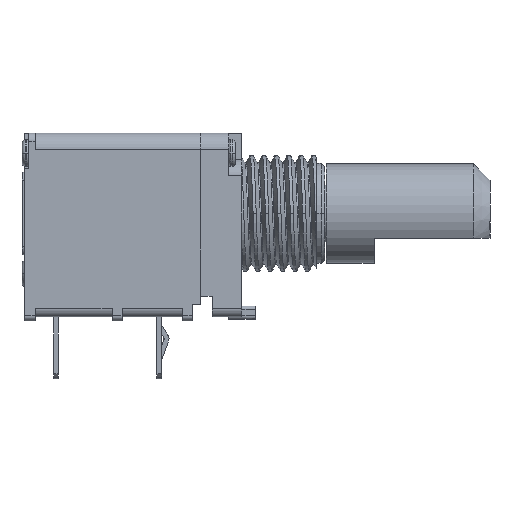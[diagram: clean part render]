
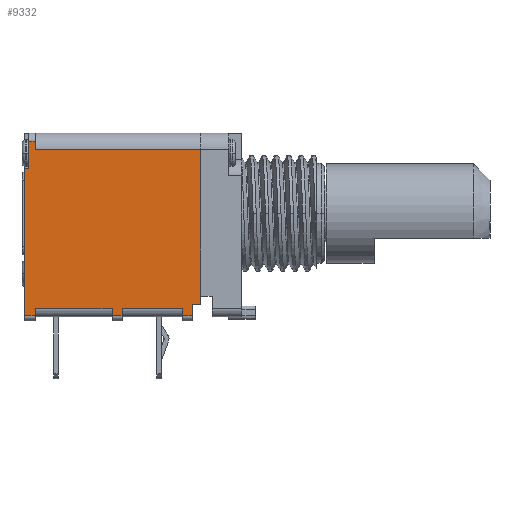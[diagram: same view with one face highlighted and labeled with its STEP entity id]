
A CAD part, left-side view. The second image highlights one B-rep face of the part: STEP entity #9332.
In plain terms, the highlighted planar face has unit normal (-1, 0, 0).
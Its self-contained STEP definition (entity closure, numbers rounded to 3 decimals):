
#606 = CARTESIAN_POINT ( 'NONE',  ( -4.75, 12.5, 10.35 ) ) ;
#607 = PLANE ( 'NONE',  #3737 ) ;
#616 = DIRECTION ( 'NONE',  ( -1., 0., 0. ) ) ;
#617 = DIRECTION ( 'NONE',  ( 0., 0., -1. ) ) ;
#817 = CARTESIAN_POINT ( 'NONE',  ( -4.75, 12.5, 10.35 ) ) ;
#823 = CARTESIAN_POINT ( 'NONE',  ( -4.75, 2.5, 10.35 ) ) ;
#830 = CARTESIAN_POINT ( 'NONE',  ( -4.75, 2.5, 1. ) ) ;
#832 = CARTESIAN_POINT ( 'NONE',  ( -4.75, 2.5, 1.5 ) ) ;
#841 = CARTESIAN_POINT ( 'NONE',  ( -4.75, 12.5, 10.85 ) ) ;
#842 = CARTESIAN_POINT ( 'NONE',  ( -4.75, 12.9, 10.85 ) ) ;
#845 = CARTESIAN_POINT ( 'NONE',  ( -4.75, 12.9, 9.2 ) ) ;
#848 = CARTESIAN_POINT ( 'NONE',  ( -4.75, 13.15, 9.2 ) ) ;
#2761 = FACE_OUTER_BOUND ( 'NONE', #8348, .T. ) ;
#3266 = EDGE_CURVE ( 'NONE', #10142, #10150, #5009, .T. ) ;
#3267 = EDGE_CURVE ( 'NONE', #3911, #3912, #4994, .T. ) ;
#3272 = EDGE_CURVE ( 'NONE', #3914, #3913, #5016, .T. ) ;
#3275 = EDGE_CURVE ( 'NONE', #10098, #10189, #5051, .T. ) ;
#3277 = EDGE_CURVE ( 'NONE', #3910, #3911, #5056, .T. ) ;
#3281 = EDGE_CURVE ( 'NONE', #3912, #3913, #5069, .T. ) ;
#3282 = EDGE_CURVE ( 'NONE', #3910, #10254, #5073, .T. ) ;
#3284 = EDGE_CURVE ( 'NONE', #10150, #10113, #5078, .T. ) ;
#3306 = EDGE_CURVE ( 'NONE', #3922, #10142, #5139, .T. ) ;
#3308 = EDGE_CURVE ( 'NONE', #3920, #3922, #5143, .T. ) ;
#3309 = EDGE_CURVE ( 'NONE', #3919, #3920, #5147, .T. ) ;
#3310 = EDGE_CURVE ( 'NONE', #3917, #3919, #5152, .T. ) ;
#3312 = EDGE_CURVE ( 'NONE', #3916, #3917, #5156, .T. ) ;
#3314 = EDGE_CURVE ( 'NONE', #3916, #3915, #5161, .T. ) ;
#3315 = EDGE_CURVE ( 'NONE', #3915, #3914, #5165, .T. ) ;
#3318 = EDGE_CURVE ( 'NONE', #10190, #10216, #5133, .T. ) ;
#3321 = EDGE_CURVE ( 'NONE', #10190, #10189, #5171, .T. ) ;
#3327 = EDGE_CURVE ( 'NONE', #10098, #10113, #5196, .T. ) ;
#3328 = EDGE_CURVE ( 'NONE', #10216, #10254, #5201, .T. ) ;
#3737 = AXIS2_PLACEMENT_3D ( 'NONE', #606, #616, #617 ) ;
#3910 = VERTEX_POINT ( 'NONE', #7243 ) ;
#3911 = VERTEX_POINT ( 'NONE', #7249 ) ;
#3912 = VERTEX_POINT ( 'NONE', #7247 ) ;
#3913 = VERTEX_POINT ( 'NONE', #7250 ) ;
#3914 = VERTEX_POINT ( 'NONE', #7234 ) ;
#3915 = VERTEX_POINT ( 'NONE', #7251 ) ;
#3916 = VERTEX_POINT ( 'NONE', #7244 ) ;
#3917 = VERTEX_POINT ( 'NONE', #7252 ) ;
#3919 = VERTEX_POINT ( 'NONE', #7253 ) ;
#3920 = VERTEX_POINT ( 'NONE', #7254 ) ;
#3922 = VERTEX_POINT ( 'NONE', #7256 ) ;
#4988 = VECTOR ( 'NONE', #6871, 1000. ) ;
#4994 = LINE ( 'NONE', #6856, #5018 ) ;
#5009 = LINE ( 'NONE', #6848, #5014 ) ;
#5014 = VECTOR ( 'NONE', #6858, 1000. ) ;
#5016 = LINE ( 'NONE', #6870, #4988 ) ;
#5018 = VECTOR ( 'NONE', #6860, 1000. ) ;
#5051 = LINE ( 'NONE', #6876, #5053 ) ;
#5053 = VECTOR ( 'NONE', #6877, 1000. ) ;
#5056 = LINE ( 'NONE', #6878, #5058 ) ;
#5058 = VECTOR ( 'NONE', #6879, 1000. ) ;
#5069 = LINE ( 'NONE', #6884, #5071 ) ;
#5071 = VECTOR ( 'NONE', #6885, 1000. ) ;
#5073 = LINE ( 'NONE', #6886, #5075 ) ;
#5075 = VECTOR ( 'NONE', #6887, 1000. ) ;
#5078 = LINE ( 'NONE', #6888, #5080 ) ;
#5080 = VECTOR ( 'NONE', #6889, 1000. ) ;
#5085 = VECTOR ( 'NONE', #6941, 1000. ) ;
#5133 = LINE ( 'NONE', #6940, #5085 ) ;
#5139 = LINE ( 'NONE', #6921, #5141 ) ;
#5141 = VECTOR ( 'NONE', #6922, 1000. ) ;
#5143 = LINE ( 'NONE', #6923, #5145 ) ;
#5145 = VECTOR ( 'NONE', #6924, 1000. ) ;
#5147 = LINE ( 'NONE', #6925, #5150 ) ;
#5150 = VECTOR ( 'NONE', #6926, 1000. ) ;
#5152 = LINE ( 'NONE', #6927, #5154 ) ;
#5154 = VECTOR ( 'NONE', #6928, 1000. ) ;
#5156 = LINE ( 'NONE', #6929, #5158 ) ;
#5158 = VECTOR ( 'NONE', #6930, 1000. ) ;
#5161 = LINE ( 'NONE', #6931, #5163 ) ;
#5163 = VECTOR ( 'NONE', #6932, 1000. ) ;
#5165 = LINE ( 'NONE', #6934, #5167 ) ;
#5167 = VECTOR ( 'NONE', #6935, 1000. ) ;
#5171 = LINE ( 'NONE', #6945, #5173 ) ;
#5173 = VECTOR ( 'NONE', #6946, 1000. ) ;
#5196 = LINE ( 'NONE', #6953, #5198 ) ;
#5198 = VECTOR ( 'NONE', #6954, 1000. ) ;
#5201 = LINE ( 'NONE', #6955, #5203 ) ;
#5203 = VECTOR ( 'NONE', #6956, 1000. ) ;
#6848 = CARTESIAN_POINT ( 'NONE',  ( -4.75, 2.5, 10.35 ) ) ;
#6856 = CARTESIAN_POINT ( 'NONE',  ( -4.75, 12.5, 10.85 ) ) ;
#6858 = DIRECTION ( 'NONE',  ( 0., 0., 1. ) ) ;
#6860 = DIRECTION ( 'NONE',  ( 0., 0., 1. ) ) ;
#6870 = CARTESIAN_POINT ( 'NONE',  ( -4.75, 7.85, 0.3 ) ) ;
#6871 = DIRECTION ( 'NONE',  ( 0., 0., 1. ) ) ;
#6876 = CARTESIAN_POINT ( 'NONE',  ( -4.75, 12.5, 10.85 ) ) ;
#6877 = DIRECTION ( 'NONE',  ( 0., 0., 1. ) ) ;
#6878 = CARTESIAN_POINT ( 'NONE',  ( -4.75, 13.15, 0.3 ) ) ;
#6879 = DIRECTION ( 'NONE',  ( 0., -1., 0. ) ) ;
#6884 = CARTESIAN_POINT ( 'NONE',  ( -4.75, 12.5, 0.75 ) ) ;
#6885 = DIRECTION ( 'NONE',  ( 0., -1., 0. ) ) ;
#6886 = CARTESIAN_POINT ( 'NONE',  ( -4.75, 13.15, 10.85 ) ) ;
#6887 = DIRECTION ( 'NONE',  ( 0., 0., 1. ) ) ;
#6888 = CARTESIAN_POINT ( 'NONE',  ( -4.75, 2.5, 10.35 ) ) ;
#6889 = DIRECTION ( 'NONE',  ( 0., 0., 1. ) ) ;
#6921 = CARTESIAN_POINT ( 'NONE',  ( -4.75, 3., 1. ) ) ;
#6922 = DIRECTION ( 'NONE',  ( 0., -1., 0. ) ) ;
#6923 = CARTESIAN_POINT ( 'NONE',  ( -4.75, 3., 3.25 ) ) ;
#6924 = DIRECTION ( 'NONE',  ( 0., 0., 1. ) ) ;
#6925 = CARTESIAN_POINT ( 'NONE',  ( -4.75, 3.6, 0.3 ) ) ;
#6926 = DIRECTION ( 'NONE',  ( 0., -1., 0. ) ) ;
#6927 = CARTESIAN_POINT ( 'NONE',  ( -4.75, 3.6, 0.75 ) ) ;
#6928 = DIRECTION ( 'NONE',  ( 0., 0., -1. ) ) ;
#6929 = CARTESIAN_POINT ( 'NONE',  ( -4.75, 8.725, 0.75 ) ) ;
#6930 = DIRECTION ( 'NONE',  ( 0., -1., 0. ) ) ;
#6931 = CARTESIAN_POINT ( 'NONE',  ( -4.75, 7.25, 0.75 ) ) ;
#6932 = DIRECTION ( 'NONE',  ( 0., 0., -1. ) ) ;
#6934 = CARTESIAN_POINT ( 'NONE',  ( -4.75, 7.22, 0.3 ) ) ;
#6935 = DIRECTION ( 'NONE',  ( 0., 1., 0. ) ) ;
#6940 = CARTESIAN_POINT ( 'NONE',  ( -4.75, 12.9, 9.2 ) ) ;
#6941 = DIRECTION ( 'NONE',  ( 0., 0., -1. ) ) ;
#6945 = CARTESIAN_POINT ( 'NONE',  ( -4.75, 13.15, 10.85 ) ) ;
#6946 = DIRECTION ( 'NONE',  ( 0., -1., 0. ) ) ;
#6953 = CARTESIAN_POINT ( 'NONE',  ( -4.75, 12.5, 10.35 ) ) ;
#6954 = DIRECTION ( 'NONE',  ( 0., -1., 0. ) ) ;
#6955 = CARTESIAN_POINT ( 'NONE',  ( -4.75, 9.631, 9.2 ) ) ;
#6956 = DIRECTION ( 'NONE',  ( 0., 1., 0. ) ) ;
#7234 = CARTESIAN_POINT ( 'NONE',  ( -4.75, 7.85, 0.3 ) ) ;
#7243 = CARTESIAN_POINT ( 'NONE',  ( -4.75, 13.15, 0.3 ) ) ;
#7244 = CARTESIAN_POINT ( 'NONE',  ( -4.75, 7.25, 0.75 ) ) ;
#7247 = CARTESIAN_POINT ( 'NONE',  ( -4.75, 12.5, 0.75 ) ) ;
#7249 = CARTESIAN_POINT ( 'NONE',  ( -4.75, 12.5, 0.3 ) ) ;
#7250 = CARTESIAN_POINT ( 'NONE',  ( -4.75, 7.85, 0.75 ) ) ;
#7251 = CARTESIAN_POINT ( 'NONE',  ( -4.75, 7.25, 0.3 ) ) ;
#7252 = CARTESIAN_POINT ( 'NONE',  ( -4.75, 3.6, 0.75 ) ) ;
#7253 = CARTESIAN_POINT ( 'NONE',  ( -4.75, 3.6, 0.3 ) ) ;
#7254 = CARTESIAN_POINT ( 'NONE',  ( -4.75, 3., 0.3 ) ) ;
#7256 = CARTESIAN_POINT ( 'NONE',  ( -4.75, 3., 1. ) ) ;
#8165 = ORIENTED_EDGE ( 'NONE', *, *, #3306, .T. ) ;
#8166 = ORIENTED_EDGE ( 'NONE', *, *, #3308, .T. ) ;
#8167 = ORIENTED_EDGE ( 'NONE', *, *, #3309, .T. ) ;
#8168 = ORIENTED_EDGE ( 'NONE', *, *, #3310, .T. ) ;
#8169 = ORIENTED_EDGE ( 'NONE', *, *, #3312, .T. ) ;
#8170 = ORIENTED_EDGE ( 'NONE', *, *, #3314, .F. ) ;
#8171 = ORIENTED_EDGE ( 'NONE', *, *, #3315, .F. ) ;
#8172 = ORIENTED_EDGE ( 'NONE', *, *, #3272, .F. ) ;
#8173 = ORIENTED_EDGE ( 'NONE', *, *, #3281, .T. ) ;
#8174 = ORIENTED_EDGE ( 'NONE', *, *, #3267, .T. ) ;
#8175 = ORIENTED_EDGE ( 'NONE', *, *, #3277, .T. ) ;
#8176 = ORIENTED_EDGE ( 'NONE', *, *, #3282, .F. ) ;
#8177 = ORIENTED_EDGE ( 'NONE', *, *, #3328, .T. ) ;
#8178 = ORIENTED_EDGE ( 'NONE', *, *, #3318, .T. ) ;
#8179 = ORIENTED_EDGE ( 'NONE', *, *, #3321, .F. ) ;
#8180 = ORIENTED_EDGE ( 'NONE', *, *, #3275, .T. ) ;
#8348 = EDGE_LOOP ( 'NONE', ( #11182, #11181, #11180, #8180, #8179, #8178, #8177, #8176, #8175, #8174, #8173, #8172, #8171, #8170, #8169, #8168, #8167, #8166, #8165 ) ) ;
#9332 = ADVANCED_FACE ( 'NONE', ( #2761 ), #607, .T. ) ;
#10098 = VERTEX_POINT ( 'NONE', #817 ) ;
#10113 = VERTEX_POINT ( 'NONE', #823 ) ;
#10142 = VERTEX_POINT ( 'NONE', #830 ) ;
#10150 = VERTEX_POINT ( 'NONE', #832 ) ;
#10189 = VERTEX_POINT ( 'NONE', #841 ) ;
#10190 = VERTEX_POINT ( 'NONE', #842 ) ;
#10216 = VERTEX_POINT ( 'NONE', #845 ) ;
#10254 = VERTEX_POINT ( 'NONE', #848 ) ;
#11180 = ORIENTED_EDGE ( 'NONE', *, *, #3327, .F. ) ;
#11181 = ORIENTED_EDGE ( 'NONE', *, *, #3284, .T. ) ;
#11182 = ORIENTED_EDGE ( 'NONE', *, *, #3266, .T. ) ;
